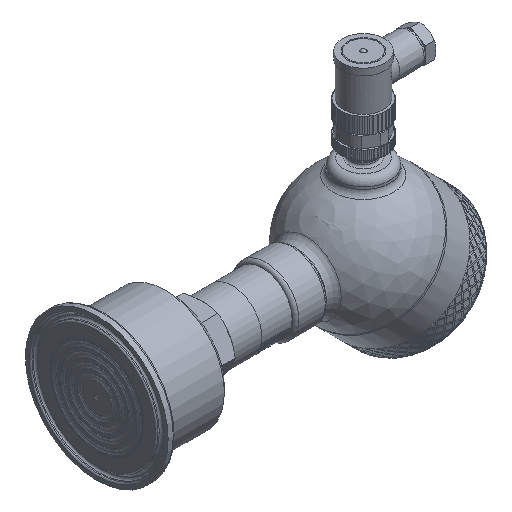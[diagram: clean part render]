
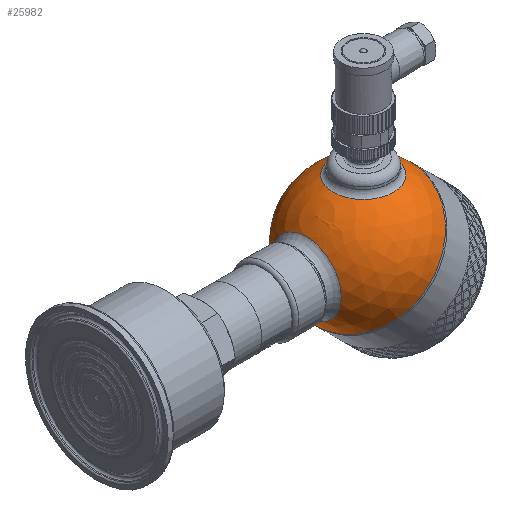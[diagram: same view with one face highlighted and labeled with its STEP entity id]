
A CAD part, isometric view. The second image highlights one B-rep face of the part: STEP entity #25982.
In plain terms, the highlighted spherical face has radius 30 mm.
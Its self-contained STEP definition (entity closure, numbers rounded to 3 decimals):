
#40=SPHERICAL_SURFACE('',#27608,30.);
#117=FACE_BOUND('',#3688,.T.);
#118=FACE_BOUND('',#3689,.T.);
#1969=FACE_OUTER_BOUND('',#3687,.T.);
#3687=EDGE_LOOP('',(#19010,#19011,#19012,#19013));
#3688=EDGE_LOOP('',(#19014));
#3689=EDGE_LOOP('',(#19015));
#5297=CIRCLE('',#27605,15.643);
#5300=CIRCLE('',#27609,30.);
#5301=CIRCLE('',#27610,30.);
#5302=CIRCLE('',#27611,30.);
#5303=CIRCLE('',#27612,13.5);
#10672=VERTEX_POINT('',#49705);
#10674=VERTEX_POINT('',#49711);
#10675=VERTEX_POINT('',#49712);
#10676=VERTEX_POINT('',#49714);
#10677=VERTEX_POINT('',#49717);
#13785=EDGE_CURVE('',#10672,#10672,#5297,.T.);
#13788=EDGE_CURVE('',#10674,#10675,#5300,.T.);
#13789=EDGE_CURVE('',#10674,#10676,#5301,.T.);
#13790=EDGE_CURVE('',#10675,#10674,#5302,.T.);
#13791=EDGE_CURVE('',#10677,#10677,#5303,.T.);
#19010=ORIENTED_EDGE('',*,*,#13788,.F.);
#19011=ORIENTED_EDGE('',*,*,#13789,.T.);
#19012=ORIENTED_EDGE('',*,*,#13789,.F.);
#19013=ORIENTED_EDGE('',*,*,#13790,.F.);
#19014=ORIENTED_EDGE('',*,*,#13785,.F.);
#19015=ORIENTED_EDGE('',*,*,#13791,.F.);
#25982=ADVANCED_FACE('',(#1969,#117,#118),#40,.T.);
#27605=AXIS2_PLACEMENT_3D('',#49706,#29826,#29827);
#27608=AXIS2_PLACEMENT_3D('',#49710,#29832,#29833);
#27609=AXIS2_PLACEMENT_3D('',#49713,#29834,#29835);
#27610=AXIS2_PLACEMENT_3D('',#49715,#29836,#29837);
#27611=AXIS2_PLACEMENT_3D('',#49716,#29838,#29839);
#27612=AXIS2_PLACEMENT_3D('',#49718,#29840,#29841);
#29826=DIRECTION('center_axis',(-0.707,0.,0.707));
#29827=DIRECTION('ref_axis',(0.707,0.,0.707));
#29832=DIRECTION('center_axis',(1.,0.,0.));
#29833=DIRECTION('ref_axis',(0.,-1.,0.));
#29834=DIRECTION('center_axis',(1.,0.,0.));
#29835=DIRECTION('ref_axis',(0.,1.,0.));
#29836=DIRECTION('center_axis',(0.,0.,1.));
#29837=DIRECTION('ref_axis',(0.,1.,0.));
#29838=DIRECTION('center_axis',(1.,0.,0.));
#29839=DIRECTION('ref_axis',(0.,1.,0.));
#29840=DIRECTION('center_axis',(-0.707,0.,-0.707));
#29841=DIRECTION('ref_axis',(-0.707,0.,0.707));
#49705=CARTESIAN_POINT('',(-29.162,0.,7.04));
#49706=CARTESIAN_POINT('Origin',(-18.101,0.,18.101));
#49710=CARTESIAN_POINT('Origin',(0.,0.,0.));
#49711=CARTESIAN_POINT('',(0.,30.,0.));
#49712=CARTESIAN_POINT('',(0.,-30.,0.));
#49713=CARTESIAN_POINT('Origin',(0.,0.,0.));
#49714=CARTESIAN_POINT('',(-30.,0.,0.));
#49715=CARTESIAN_POINT('Origin',(0.,0.,0.));
#49716=CARTESIAN_POINT('Origin',(0.,0.,0.));
#49717=CARTESIAN_POINT('',(-9.398,0.,-28.49));
#49718=CARTESIAN_POINT('Origin',(-18.944,0.,-18.944));
